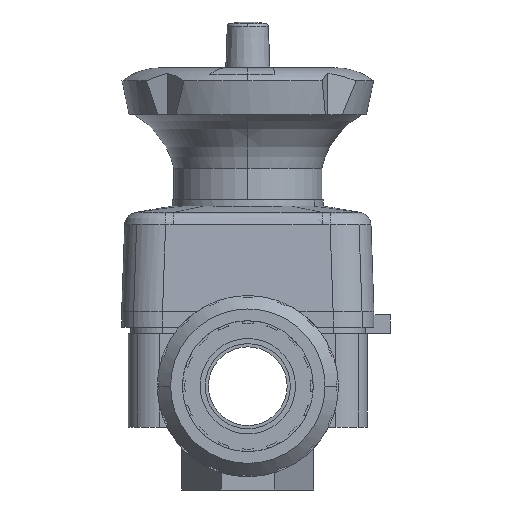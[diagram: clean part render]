
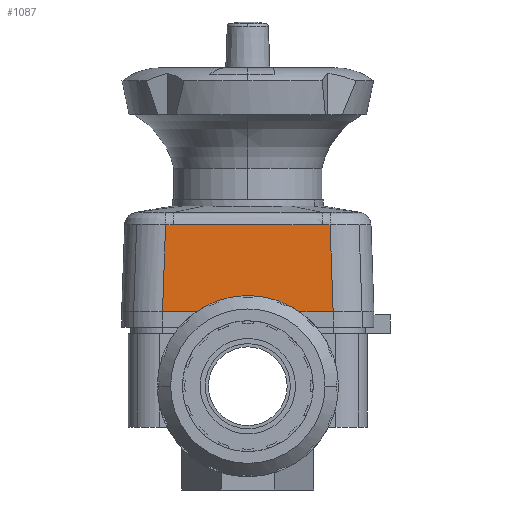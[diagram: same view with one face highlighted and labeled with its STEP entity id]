
A CAD part, left-side view. The second image highlights one B-rep face of the part: STEP entity #1087.
In plain terms, the highlighted planar face has unit normal (-0.999, 0, 0.035).
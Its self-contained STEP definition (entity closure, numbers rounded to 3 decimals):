
#1087=ADVANCED_FACE('',(#2375),#2376,.T.);
#2375=FACE_OUTER_BOUND('',#4837,.T.);
#2376=PLANE('',#4838);
#4837=EDGE_LOOP('',(#8093,#8094,#8095,#8096,#8097,#8098,#8099,#8100));
#4838=AXIS2_PLACEMENT_3D('',#8101,#8102,#8103);
#8093=ORIENTED_EDGE('',*,*,#11253,.F.);
#8094=ORIENTED_EDGE('',*,*,#11249,.F.);
#8095=ORIENTED_EDGE('',*,*,#11261,.F.);
#8096=ORIENTED_EDGE('',*,*,#11196,.F.);
#8097=ORIENTED_EDGE('',*,*,#11157,.F.);
#8098=ORIENTED_EDGE('',*,*,#11285,.T.);
#8099=ORIENTED_EDGE('',*,*,#11286,.F.);
#8100=ORIENTED_EDGE('',*,*,#11282,.F.);
#8101=CARTESIAN_POINT('',(-37.45,-40.1,23.7));
#8102=DIRECTION('',(-0.999,0.,0.035));
#8103=DIRECTION('',(0.,1.0,0.));
#11157=EDGE_CURVE('',#13382,#13384,#13385,.T.);
#11196=EDGE_CURVE('',#13384,#13452,#13453,.T.);
#11249=EDGE_CURVE('',#13529,#13531,#13532,.T.);
#11253=EDGE_CURVE('',#13531,#13518,#13537,.T.);
#11261=EDGE_CURVE('',#13452,#13529,#13548,.T.);
#11282=EDGE_CURVE('',#13518,#13573,#13574,.T.);
#11285=EDGE_CURVE('',#13382,#13577,#13578,.T.);
#11286=EDGE_CURVE('',#13573,#13577,#13579,.T.);
#13382=VERTEX_POINT('',#17145);
#13384=VERTEX_POINT('',#17148);
#13385=ELLIPSE('',#17149,372.498,13.0);
#13452=VERTEX_POINT('',#17247);
#13453=LINE('',#17248,#17249);
#13518=VERTEX_POINT('',#17442);
#13529=VERTEX_POINT('',#17477);
#13531=VERTEX_POINT('',#17479);
#13532=B_SPLINE_CURVE_WITH_KNOTS('',3,(#17480,#17481,#17482,#17483,#17484,#17485,#17486,#17487,#17488,#17489,#17490,#17491,#17492),.UNSPECIFIED.,.F.,.F.,(4,1,1,1,1,1,1,1,1,1,4),(-4.723,-4.554,-4.386,-4.048,-3.374,-2.024,-1.349,-0.675,-0.337,-0.169,0.0),.UNSPECIFIED.);
#13537=B_SPLINE_CURVE_WITH_KNOTS('',3,(#17509,#17510,#17511,#17512),.UNSPECIFIED.,.F.,.F.,(4,4),(-0.253,0.),.UNSPECIFIED.);
#13548=B_SPLINE_CURVE_WITH_KNOTS('',3,(#17544,#17545,#17546,#17547),.UNSPECIFIED.,.F.,.F.,(4,4),(-0.253,0.),.UNSPECIFIED.);
#13573=VERTEX_POINT('',#17588);
#13574=LINE('',#17589,#17590);
#13577=VERTEX_POINT('',#17593);
#13578=LINE('',#17594,#17595);
#13579=ELLIPSE('',#17596,372.498,13.0);
#17145=CARTESIAN_POINT('',(-37.45,27.1,23.7));
#17148=CARTESIAN_POINT('',(-37.45,27.108,23.7));
#17149=AXIS2_PLACEMENT_3D('',#20391,#20392,#20393);
#17247=CARTESIAN_POINT('',(-36.486,26.143,51.319));
#17248=CARTESIAN_POINT('',(-37.417,27.075,24.644));
#17249=VECTOR('',#20455,27.653);
#17442=CARTESIAN_POINT('',(-36.486,-26.143,51.319));
#17477=CARTESIAN_POINT('',(-36.484,23.615,51.372));
#17479=CARTESIAN_POINT('',(-36.484,-23.615,51.372));
#17480=CARTESIAN_POINT('',(-36.484,23.615,51.372));
#17481=CARTESIAN_POINT('',(-36.483,23.053,51.377));
#17482=CARTESIAN_POINT('',(-36.483,21.928,51.388));
#17483=CARTESIAN_POINT('',(-36.482,19.679,51.411));
#17484=CARTESIAN_POINT('',(-36.481,15.743,51.451));
#17485=CARTESIAN_POINT('',(-36.478,7.872,51.529));
#17486=CARTESIAN_POINT('',(-36.477,-1.125,51.561));
#17487=CARTESIAN_POINT('',(-36.479,-10.121,51.505));
#17488=CARTESIAN_POINT('',(-36.481,-15.743,51.451));
#17489=CARTESIAN_POINT('',(-36.482,-19.679,51.411));
#17490=CARTESIAN_POINT('',(-36.483,-21.928,51.388));
#17491=CARTESIAN_POINT('',(-36.483,-23.053,51.377));
#17492=CARTESIAN_POINT('',(-36.484,-23.615,51.372));
#17509=CARTESIAN_POINT('',(-36.484,-23.615,51.372));
#17510=CARTESIAN_POINT('',(-36.484,-24.458,51.364));
#17511=CARTESIAN_POINT('',(-36.485,-25.301,51.345));
#17512=CARTESIAN_POINT('',(-36.486,-26.143,51.319));
#17544=CARTESIAN_POINT('',(-36.486,26.143,51.319));
#17545=CARTESIAN_POINT('',(-36.485,25.301,51.345));
#17546=CARTESIAN_POINT('',(-36.484,24.458,51.364));
#17547=CARTESIAN_POINT('',(-36.484,23.615,51.372));
#17588=CARTESIAN_POINT('',(-37.45,-27.108,23.7));
#17589=CARTESIAN_POINT('',(-37.42,-27.078,24.552));
#17590=VECTOR('',#20522,27.653);
#17593=CARTESIAN_POINT('',(-37.45,-27.1,23.7));
#17594=CARTESIAN_POINT('',(-37.45,-40.1,23.7));
#17595=VECTOR('',#20526,54.2);
#17596=AXIS2_PLACEMENT_3D('',#20527,#20528,#20529);
#20391=CARTESIAN_POINT('',(-24.45,27.1,395.971));
#20392=DIRECTION('',(0.999,0.,-0.035));
#20393=DIRECTION('',(-0.035,0.,-0.999));
#20455=DIRECTION('',(0.035,-0.035,0.999));
#20522=DIRECTION('',(-0.035,-0.035,-0.999));
#20526=DIRECTION('',(0.,-1.0,0.));
#20527=CARTESIAN_POINT('',(-24.45,-27.1,395.971));
#20528=DIRECTION('',(0.999,0.,-0.035));
#20529=DIRECTION('',(-0.035,0.,-0.999));
